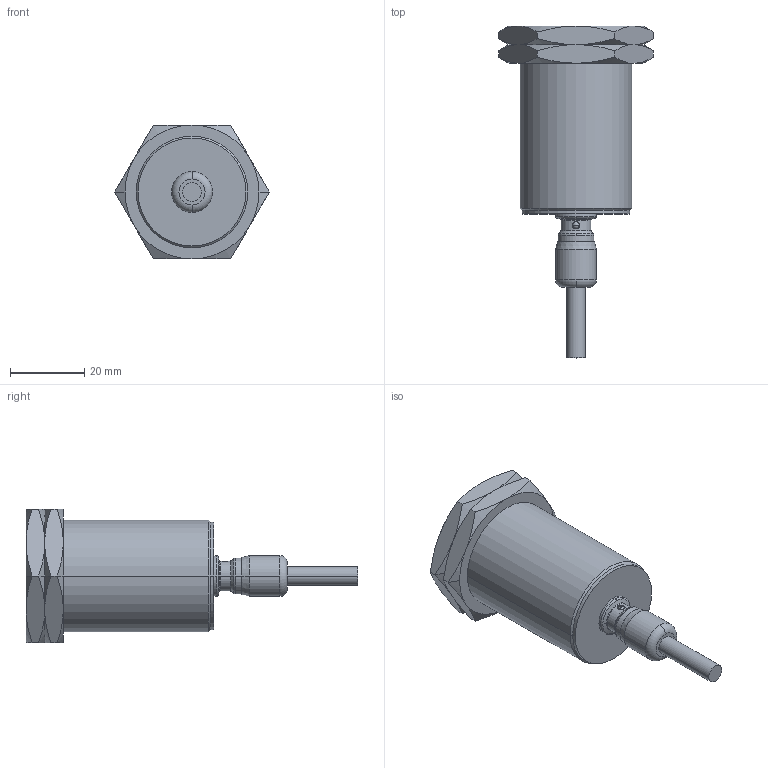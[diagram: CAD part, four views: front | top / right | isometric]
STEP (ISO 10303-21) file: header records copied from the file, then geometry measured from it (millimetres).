
FILE_DESCRIPTION(('STEP AP203'),'1');
FILE_NAME(' ',' ',('TraceParts'),('TraceParts S.A.'),'XStep 1.0',' ',' ');
FILE_SCHEMA(('CONFIG_CONTROL_DESIGN'));
Length unit declared in the file: millimetre
Products named in the file (3): 1; 2; 3
Bounding box: 41.57 x 89.2 x 36 mm (x, y, z)
Volume: 42424.9 mm3; surface area: 10834.2 mm2
Topology: 3 solids, 3 shells, 104 faces, 236 edges, 141 vertices
Faces by surface type: cone 50, plane 22, cylinder 20, torus 10, sphere 2
Entity records: 3122 total; most frequent: CARTESIAN_POINT 708, DIRECTION 524, ORIENTED_EDGE 468, EDGE_CURVE 234, AXIS2_PLACEMENT_3D 233, VERTEX_POINT 141, CIRCLE 126, EDGE_LOOP 113
